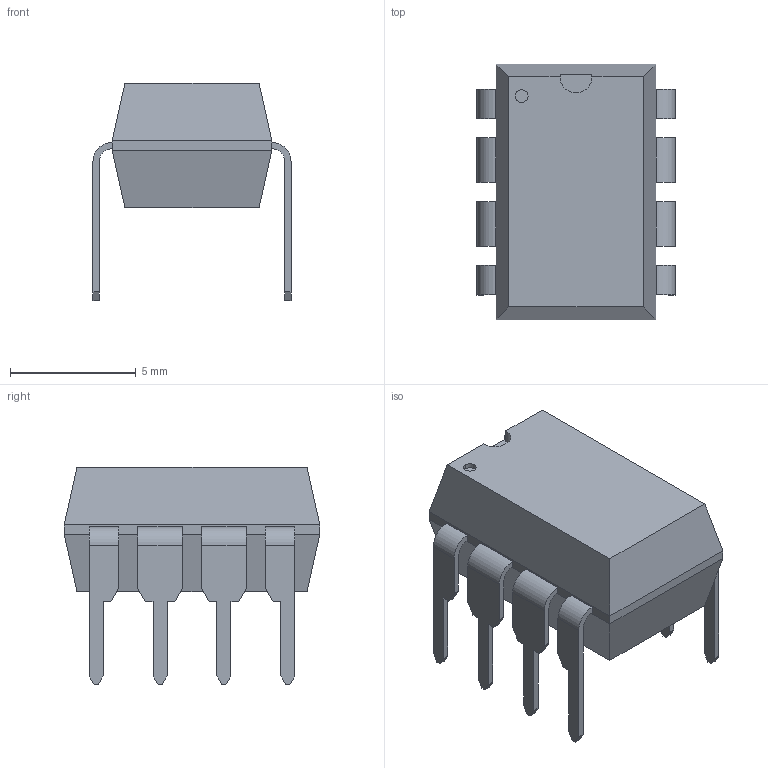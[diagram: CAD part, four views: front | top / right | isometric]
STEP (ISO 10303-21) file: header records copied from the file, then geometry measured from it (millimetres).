
FILE_DESCRIPTION((''),'2;1');
FILE_NAME('DIP8-300.stp','2015-08-18T18:04:30',(''),(''),'Mechanical Desktop 2011','Mechanical Desktop 2011',', , ');
FILE_SCHEMA(('AUTOMOTIVE_DESIGN { 1 2 10303 214 1 1 1 1 }'));
Length unit declared in the file: millimetre
Products named in the file (1): Product
Bounding box: 7.87 x 10.16 x 8.63 mm (x, y, z)
Volume: 295 mm3; surface area: 389.4 mm2
Topology: 9 solids, 9 shells, 153 faces, 392 edges, 258 vertices
Faces by surface type: plane 134, cylinder 19
Entity records: 4608 total; most frequent: CARTESIAN_POINT 804, ORIENTED_EDGE 784, DIRECTION 738, EDGE_CURVE 392, VECTOR 354, LINE 354, VERTEX_POINT 258, AXIS2_PLACEMENT_3D 192
